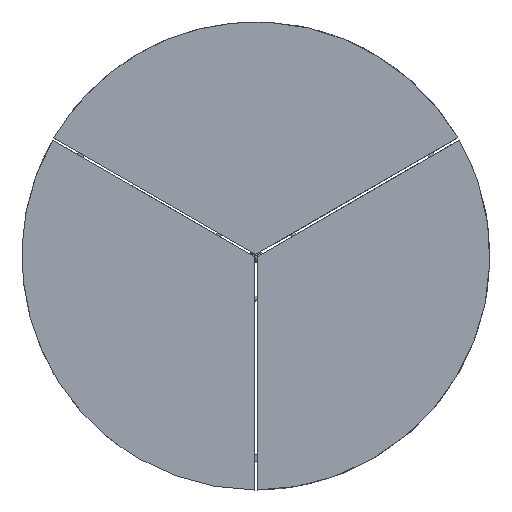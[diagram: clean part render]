
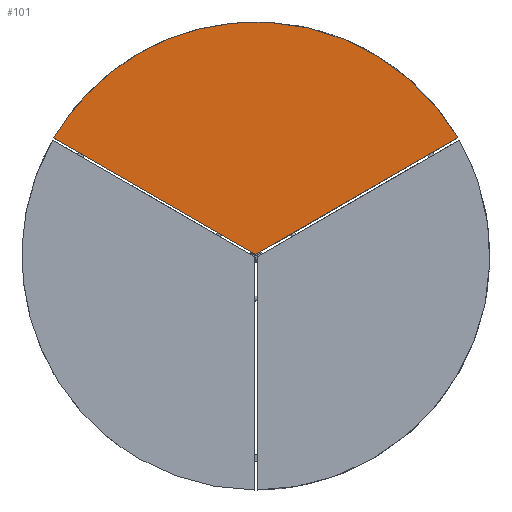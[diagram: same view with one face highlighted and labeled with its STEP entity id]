
A CAD part, top view. The second image highlights one B-rep face of the part: STEP entity #101.
In plain terms, the highlighted planar face has unit normal (0, 0, 1).
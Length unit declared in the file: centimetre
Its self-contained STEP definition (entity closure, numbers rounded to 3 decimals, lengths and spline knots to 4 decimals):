
#101=ADVANCED_FACE('',(#171),#1217,.T.);
#171=FACE_OUTER_BOUND('',#251,.T.);
#251=EDGE_LOOP('',(#532,#533,#534));
#532=ORIENTED_EDGE('',*,*,#784,.T.);
#533=ORIENTED_EDGE('',*,*,#783,.T.);
#534=ORIENTED_EDGE('',*,*,#778,.F.);
#778=EDGE_CURVE('',#1133,#1134,#904,.T.);
#783=EDGE_CURVE('',#1135,#1134,#908,.T.);
#784=EDGE_CURVE('',#1133,#1135,#1004,.T.);
#904=B_SPLINE_CURVE_WITH_KNOTS('',1,(#2713,#2714),.UNSPECIFIED.,.F.,.F.,
(2,2),(-3686.8259,-3238.2762),.UNSPECIFIED.);
#908=B_SPLINE_CURVE_WITH_KNOTS('',1,(#2730,#2731),.UNSPECIFIED.,.F.,.F.,
(2,2),(-449.9931,-1.4434),.UNSPECIFIED.);
#1004=(
BOUNDED_CURVE()
B_SPLINE_CURVE(2,(#2732,#2733,#2734,#2735,#2736),.UNSPECIFIED.,.F.,.F.)
B_SPLINE_CURVE_WITH_KNOTS((3,2,3),(-1652.4008,-1413.7167,
-709.632),.UNSPECIFIED.)
CURVE()
GEOMETRIC_REPRESENTATION_ITEM()
RATIONAL_B_SPLINE_CURVE((1.,0.967,1.,0.709,1.))
REPRESENTATION_ITEM('')
);
#1133=VERTEX_POINT('',#1870);
#1134=VERTEX_POINT('',#1871);
#1135=VERTEX_POINT('',#1872);
#1217=PLANE('',#1312);
#1312=AXIS2_PLACEMENT_3D('',#1755,#1385,$);
#1385=DIRECTION('',(0.,0.,1.));
#1755=CARTESIAN_POINT('',(121.8389,20.5889,2.));
#1870=CARTESIAN_POINT('',(83.8455,22.7162,2.));
#1871=CARTESIAN_POINT('',(45.,0.2887,2.));
#1872=CARTESIAN_POINT('',(6.1545,22.7162,2.));
#2713=CARTESIAN_POINT('',(83.8455,22.7162,2.));
#2714=CARTESIAN_POINT('',(45.,0.2887,2.));
#2730=CARTESIAN_POINT('',(6.1545,22.7162,2.));
#2731=CARTESIAN_POINT('',(45.,0.2887,2.));
#2732=CARTESIAN_POINT('',(83.8455,22.7162,2.));
#2733=CARTESIAN_POINT('',(77.8263,33.0092,2.));
#2734=CARTESIAN_POINT('',(67.5,38.9711,2.));
#2735=CARTESIAN_POINT('',(28.7448,61.3465,2.));
#2736=CARTESIAN_POINT('',(6.1545,22.7162,2.));
